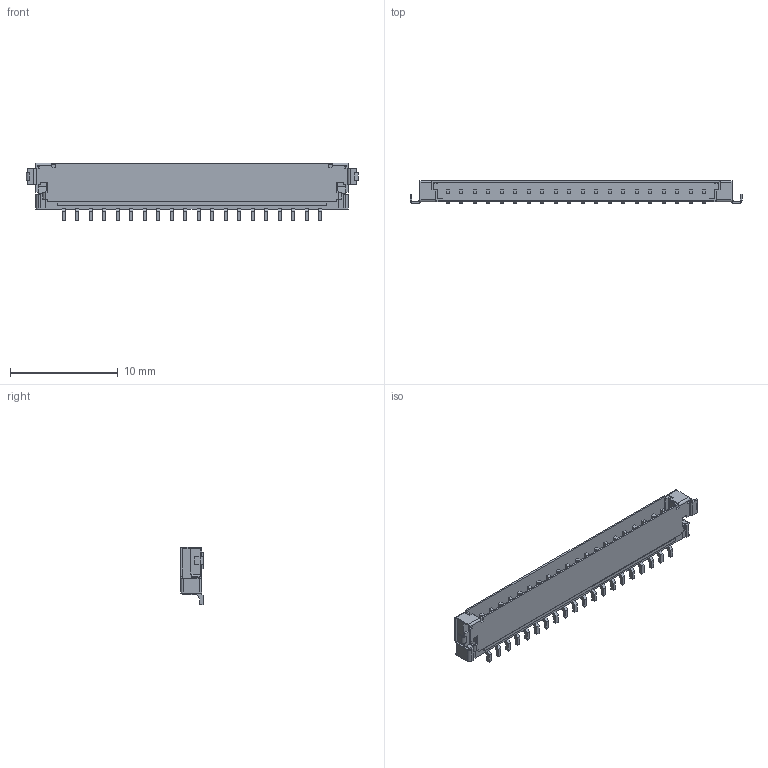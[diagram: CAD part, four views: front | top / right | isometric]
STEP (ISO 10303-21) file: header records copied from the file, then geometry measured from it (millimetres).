
FILE_DESCRIPTION (( 'STEP AP203' ), '1' );
FILE_NAME ('K3D-FI-SE20P-HFE-R1 JAE Connector Division Proprietary.STEP', '2008-10-09T23:28:45', ( '' ), ( '' ), 'SwSTEP 2.0', 'SolidWorks 2006052', '' );
FILE_SCHEMA (( 'CONFIG_CONTROL_DESIGN' ));
Length unit declared in the file: millimetre
Products named in the file (1): K3D-FI-SE20P-HFE-R1 JAE Connector Division Proprietary
Bounding box: 30.75 x 2.11 x 5.35 mm (x, y, z)
Volume: 113.8 mm3; surface area: 675.4 mm2
Topology: 1 solids, 1 shells, 468 faces, 1314 edges, 870 vertices
Faces by surface type: plane 436, cylinder 32
Entity records: 14881 total; most frequent: CARTESIAN_POINT 2659, ORIENTED_EDGE 2628, DIRECTION 2320, EDGE_CURVE 1314, VECTOR 1242, LINE 1242, VERTEX_POINT 870, AXIS2_PLACEMENT_3D 539
